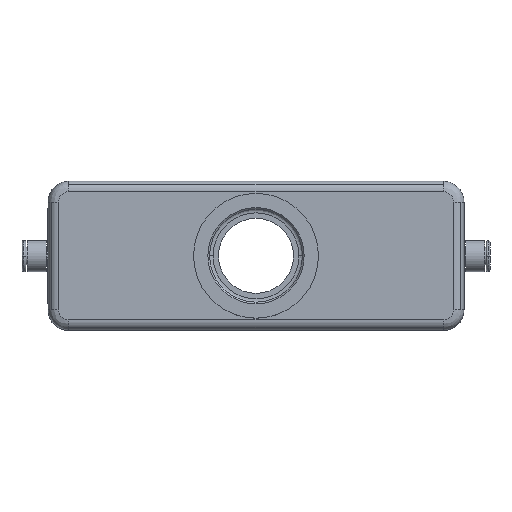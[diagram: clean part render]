
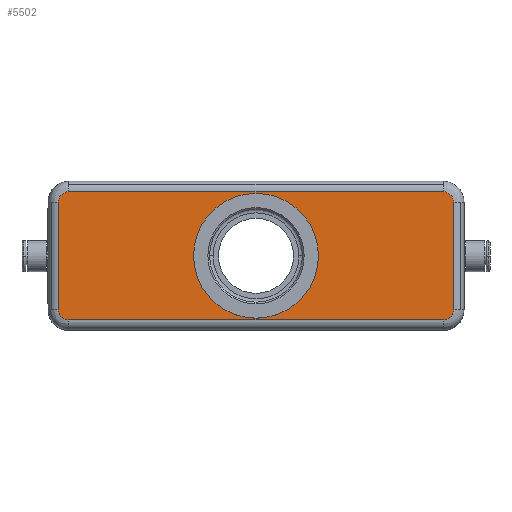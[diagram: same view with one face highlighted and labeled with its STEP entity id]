
A CAD part, top view. The second image highlights one B-rep face of the part: STEP entity #5502.
In plain terms, the highlighted planar face has unit normal (0, 0, 1).
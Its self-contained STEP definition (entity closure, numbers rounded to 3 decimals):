
#4769=CARTESIAN_POINT('',(-57.,-15.5,55.));
#4770=VERTEX_POINT('',#4769);
#4778=CARTESIAN_POINT('',(-57.,15.5,55.));
#4779=VERTEX_POINT('',#4778);
#4780=CARTESIAN_POINT('',(-57.,-15.5,55.));
#4781=DIRECTION('',(0.0,1.0,0.0));
#4782=VECTOR('',#4781,31.);
#4783=LINE('',#4780,#4782);
#4784=EDGE_CURVE('',#4770,#4779,#4783,.T.);
#5047=CARTESIAN_POINT('',(0.,18.0,55.0));
#5048=VERTEX_POINT('',#5047);
#5064=CARTESIAN_POINT('',(0.,-18.,55.));
#5065=VERTEX_POINT('',#5064);
#5072=CARTESIAN_POINT('',(0.0,0.,55.));
#5073=DIRECTION('',(0.0,0.0,-1.0));
#5074=DIRECTION('',(0.0,1.0,0.0));
#5075=AXIS2_PLACEMENT_3D('',#5072,#5073,#5074);
#5076=CIRCLE('',#5075,18.);
#5077=EDGE_CURVE('',#5048,#5065,#5076,.T.);
#5426=CARTESIAN_POINT('',(60.,0.0,55.));
#5427=DIRECTION('',(0.0,0.0,1.0));
#5428=DIRECTION('',(1.0,0.0,0.0));
#5429=AXIS2_PLACEMENT_3D('',#5426,#5427,#5428);
#5430=PLANE('',#5429);
#5431=CARTESIAN_POINT('',(57.,15.5,55.));
#5432=VERTEX_POINT('',#5431);
#5433=CARTESIAN_POINT('',(57.,-15.5,55.));
#5434=VERTEX_POINT('',#5433);
#5435=CARTESIAN_POINT('',(57.,15.5,55.));
#5436=DIRECTION('',(0.0,-1.0,0.0));
#5437=VECTOR('',#5436,31.);
#5438=LINE('',#5435,#5437);
#5439=EDGE_CURVE('',#5432,#5434,#5438,.T.);
#5440=ORIENTED_EDGE('',*,*,#5439,.F.);
#5441=CARTESIAN_POINT('',(54.,18.5,55.));
#5442=VERTEX_POINT('',#5441);
#5443=CARTESIAN_POINT('',(54.,15.5,55.));
#5444=DIRECTION('',(0.0,0.0,-1.0));
#5445=DIRECTION('',(0.707,0.707,0.0));
#5446=AXIS2_PLACEMENT_3D('',#5443,#5444,#5445);
#5447=CIRCLE('',#5446,3.);
#5448=EDGE_CURVE('',#5442,#5432,#5447,.T.);
#5449=ORIENTED_EDGE('',*,*,#5448,.F.);
#5450=CARTESIAN_POINT('',(-54.,18.5,55.));
#5451=VERTEX_POINT('',#5450);
#5452=CARTESIAN_POINT('',(-54.,18.5,55.));
#5453=DIRECTION('',(1.0,0.0,0.0));
#5454=VECTOR('',#5453,108.);
#5455=LINE('',#5452,#5454);
#5456=EDGE_CURVE('',#5451,#5442,#5455,.T.);
#5457=ORIENTED_EDGE('',*,*,#5456,.F.);
#5458=CARTESIAN_POINT('',(-54.,15.5,55.));
#5459=DIRECTION('',(0.0,0.0,-1.));
#5460=DIRECTION('',(-0.707,0.707,0.0));
#5461=AXIS2_PLACEMENT_3D('',#5458,#5459,#5460);
#5462=CIRCLE('',#5461,3.0);
#5463=EDGE_CURVE('',#4779,#5451,#5462,.T.);
#5464=ORIENTED_EDGE('',*,*,#5463,.F.);
#5465=ORIENTED_EDGE('',*,*,#4784,.F.);
#5466=CARTESIAN_POINT('',(-54.,-18.5,55.));
#5467=VERTEX_POINT('',#5466);
#5468=CARTESIAN_POINT('',(-54.,-15.5,55.));
#5469=DIRECTION('',(0.0,0.0,-1.));
#5470=DIRECTION('',(-0.707,-0.707,0.0));
#5471=AXIS2_PLACEMENT_3D('',#5468,#5469,#5470);
#5472=CIRCLE('',#5471,3.0);
#5473=EDGE_CURVE('',#5467,#4770,#5472,.T.);
#5474=ORIENTED_EDGE('',*,*,#5473,.F.);
#5475=CARTESIAN_POINT('',(54.,-18.5,55.));
#5476=VERTEX_POINT('',#5475);
#5477=CARTESIAN_POINT('',(54.,-18.5,55.));
#5478=DIRECTION('',(-1.0,0.0,0.0));
#5479=VECTOR('',#5478,108.);
#5480=LINE('',#5477,#5479);
#5481=EDGE_CURVE('',#5476,#5467,#5480,.T.);
#5482=ORIENTED_EDGE('',*,*,#5481,.F.);
#5483=CARTESIAN_POINT('',(54.,-15.5,55.));
#5484=DIRECTION('',(0.0,0.0,-1.0));
#5485=DIRECTION('',(0.707,-0.707,0.0));
#5486=AXIS2_PLACEMENT_3D('',#5483,#5484,#5485);
#5487=CIRCLE('',#5486,3.);
#5488=EDGE_CURVE('',#5434,#5476,#5487,.T.);
#5489=ORIENTED_EDGE('',*,*,#5488,.F.);
#5490=EDGE_LOOP('',(#5440,#5449,#5457,#5464,#5465,#5474,#5482,#5489));
#5491=FACE_OUTER_BOUND('',#5490,.T.);
#5492=CARTESIAN_POINT('',(0.0,0.,55.));
#5493=DIRECTION('',(0.0,0.0,-1.0));
#5494=DIRECTION('',(0.0,1.0,0.0));
#5495=AXIS2_PLACEMENT_3D('',#5492,#5493,#5494);
#5496=CIRCLE('',#5495,18.);
#5497=EDGE_CURVE('',#5065,#5048,#5496,.T.);
#5498=ORIENTED_EDGE('',*,*,#5497,.T.);
#5499=ORIENTED_EDGE('',*,*,#5077,.T.);
#5500=EDGE_LOOP('',(#5498,#5499));
#5501=FACE_BOUND('',#5500,.T.);
#5502=ADVANCED_FACE('',(#5491,#5501),#5430,.T.);
